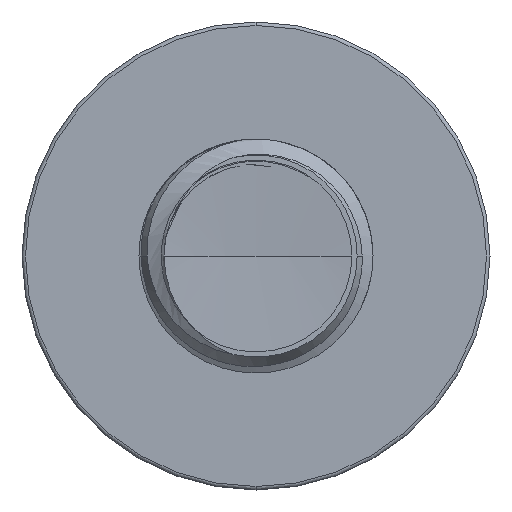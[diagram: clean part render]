
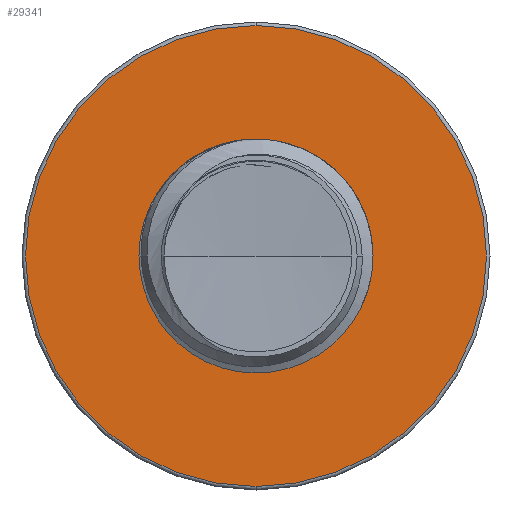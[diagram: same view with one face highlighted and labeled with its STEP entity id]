
A CAD part, front view. The second image highlights one B-rep face of the part: STEP entity #29341.
In plain terms, the highlighted planar face has unit normal (0, -1, 0).
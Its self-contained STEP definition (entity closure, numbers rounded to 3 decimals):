
#270 = DIRECTION ( 'NONE',  ( 0., -1., 0. ) ) ;
#1288 = ORIENTED_EDGE ( 'NONE', *, *, #28821, .T. ) ;
#1785 = CIRCLE ( 'NONE', #5133, 1.971 ) ;
#2190 = DIRECTION ( 'NONE',  ( 0., 0., -1. ) ) ;
#4548 = EDGE_LOOP ( 'NONE', ( #28841, #1288 ) ) ;
#5133 = AXIS2_PLACEMENT_3D ( 'NONE', #21839, #270, #25452 ) ;
#5314 = CARTESIAN_POINT ( 'NONE',  ( 0., 17.5, 0. ) ) ;
#7386 = VERTEX_POINT ( 'NONE', #16517 ) ;
#7528 = CIRCLE ( 'NONE', #25795, 3.94 ) ;
#8955 = DIRECTION ( 'NONE',  ( 0., 0., -1. ) ) ;
#9842 = CARTESIAN_POINT ( 'NONE',  ( 0., 17.5, 1.971 ) ) ;
#11105 = CARTESIAN_POINT ( 'NONE',  ( 0., 17.5, 1.971 ) ) ;
#12029 = ORIENTED_EDGE ( 'NONE', *, *, #39990, .F. ) ;
#12697 = FACE_BOUND ( 'NONE', #46671, .T. ) ;
#14650 = VERTEX_POINT ( 'NONE', #41380 ) ;
#14823 = AXIS2_PLACEMENT_3D ( 'NONE', #45253, #23715, #2190 ) ;
#16517 = CARTESIAN_POINT ( 'NONE',  ( 0., 17.5, -1.971 ) ) ;
#17395 = DIRECTION ( 'NONE',  ( 0., -1., 0. ) ) ;
#17661 = CARTESIAN_POINT ( 'NONE',  ( 0., 17.5, 3.94 ) ) ;
#20696 = DIRECTION ( 'NONE',  ( 0., 0., -1. ) ) ;
#21839 = CARTESIAN_POINT ( 'NONE',  ( 0., 17.5, 0. ) ) ;
#22172 = FACE_OUTER_BOUND ( 'NONE', #4548, .T. ) ;
#23715 = DIRECTION ( 'NONE',  ( 0., -1., 0. ) ) ;
#25452 = DIRECTION ( 'NONE',  ( 0., 0., -1. ) ) ;
#25795 = AXIS2_PLACEMENT_3D ( 'NONE', #5314, #30517, #8955 ) ;
#28192 = CIRCLE ( 'NONE', #14823, 3.94 ) ;
#28821 = EDGE_CURVE ( 'NONE', #33408, #14650, #7528, .T. ) ;
#28841 = ORIENTED_EDGE ( 'NONE', *, *, #43022, .T. ) ;
#29341 = ADVANCED_FACE ( 'NONE', ( #22172, #12697 ), #38604, .T. ) ;
#30517 = DIRECTION ( 'NONE',  ( 0., -1., 0. ) ) ;
#33408 = VERTEX_POINT ( 'NONE', #17661 ) ;
#34536 = AXIS2_PLACEMENT_3D ( 'NONE', #9842, #42264, #20696 ) ;
#38604 = PLANE ( 'NONE',  #34536 ) ;
#38883 = CARTESIAN_POINT ( 'NONE',  ( 0., 17.5, 0. ) ) ;
#39535 = ORIENTED_EDGE ( 'NONE', *, *, #42612, .F. ) ;
#39990 = EDGE_CURVE ( 'NONE', #43611, #7386, #45120, .T. ) ;
#41380 = CARTESIAN_POINT ( 'NONE',  ( 0., 17.5, -3.94 ) ) ;
#42264 = DIRECTION ( 'NONE',  ( 0., -1., 0. ) ) ;
#42534 = DIRECTION ( 'NONE',  ( 0., 0., -1. ) ) ;
#42612 = EDGE_CURVE ( 'NONE', #7386, #43611, #1785, .T. ) ;
#43022 = EDGE_CURVE ( 'NONE', #14650, #33408, #28192, .T. ) ;
#43611 = VERTEX_POINT ( 'NONE', #11105 ) ;
#44900 = AXIS2_PLACEMENT_3D ( 'NONE', #38883, #17395, #42534 ) ;
#45120 = CIRCLE ( 'NONE', #44900, 1.971 ) ;
#45253 = CARTESIAN_POINT ( 'NONE',  ( 0., 17.5, 0. ) ) ;
#46671 = EDGE_LOOP ( 'NONE', ( #39535, #12029 ) ) ;
